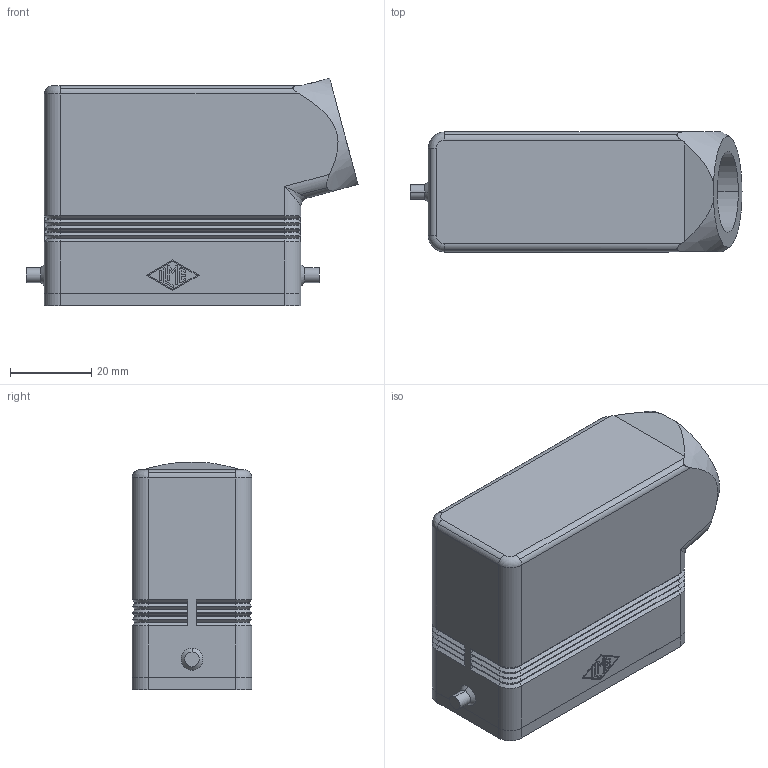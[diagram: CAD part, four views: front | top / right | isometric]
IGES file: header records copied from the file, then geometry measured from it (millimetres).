
Global section: file name: No Iges File Name specified; native system: AutoDesk Inventor R6.1; preprocessor: AutoDesk Inventor Iges Exporter R6.1; author: No Author specified; organization: No Organization specified; date: 20061212.095514; units: millimetre
Bounding box: 81.51 x 29.41 x 55.88 mm (x, y, z)
Volume: 41261.8 mm3; surface area: 23557.9 mm2
Topology: 1 solids, 1 shells, 330 faces, 783 edges, 465 vertices
Faces by surface type: plane 155, revolution 56, cylinder 44, bspline 38, cone 36, torus 1
